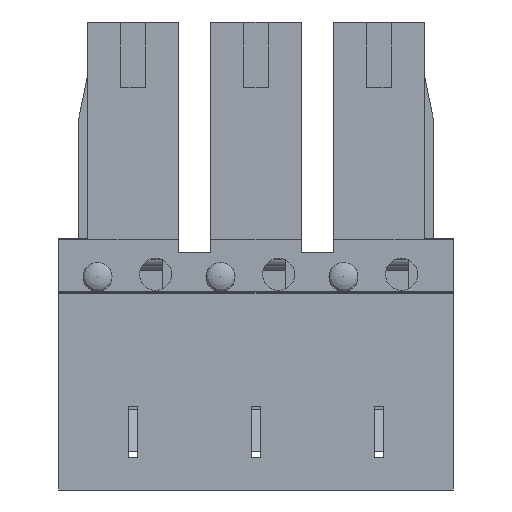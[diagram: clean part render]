
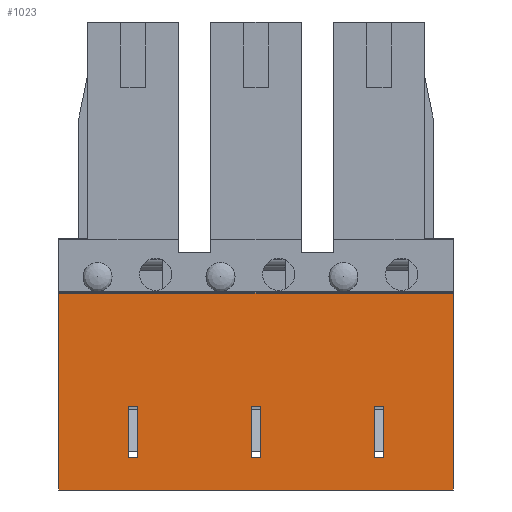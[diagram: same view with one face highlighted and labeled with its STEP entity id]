
A CAD part, front view. The second image highlights one B-rep face of the part: STEP entity #1023.
In plain terms, the highlighted planar face has unit normal (0, -1, 0).
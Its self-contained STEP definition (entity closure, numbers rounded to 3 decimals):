
#1023 = ADVANCED_FACE( '', ( #2066, #2067, #2068, #2069 ), #2070, .F. );
#2066 = FACE_BOUND( '', #3297, .T. );
#2067 = FACE_BOUND( '', #3298, .T. );
#2068 = FACE_BOUND( '', #3299, .T. );
#2069 = FACE_OUTER_BOUND( '', #3300, .T. );
#2070 = PLANE( '', #3301 );
#3297 = EDGE_LOOP( '', ( #6311, #6312, #6313, #6314 ) );
#3298 = EDGE_LOOP( '', ( #6315, #6316, #6317, #6318 ) );
#3299 = EDGE_LOOP( '', ( #6319, #6320, #6321, #6322 ) );
#3300 = EDGE_LOOP( '', ( #6323, #6324, #6325, #6326 ) );
#3301 = AXIS2_PLACEMENT_3D( '', #6327, #6328, #6329 );
#6311 = ORIENTED_EDGE( '', *, *, #6820, .T. );
#6312 = ORIENTED_EDGE( '', *, *, #7531, .T. );
#6313 = ORIENTED_EDGE( '', *, *, #6695, .T. );
#6314 = ORIENTED_EDGE( '', *, *, #7692, .T. );
#6315 = ORIENTED_EDGE( '', *, *, #7441, .T. );
#6316 = ORIENTED_EDGE( '', *, *, #7076, .T. );
#6317 = ORIENTED_EDGE( '', *, *, #7144, .T. );
#6318 = ORIENTED_EDGE( '', *, *, #7526, .T. );
#6319 = ORIENTED_EDGE( '', *, *, #6899, .T. );
#6320 = ORIENTED_EDGE( '', *, *, #7864, .T. );
#6321 = ORIENTED_EDGE( '', *, *, #7047, .T. );
#6322 = ORIENTED_EDGE( '', *, *, #7171, .T. );
#6323 = ORIENTED_EDGE( '', *, *, #7237, .F. );
#6324 = ORIENTED_EDGE( '', *, *, #7524, .F. );
#6325 = ORIENTED_EDGE( '', *, *, #7686, .T. );
#6326 = ORIENTED_EDGE( '', *, *, #7413, .F. );
#6327 = CARTESIAN_POINT( '', ( 6.11, -3.3, 3.9 ) );
#6328 = DIRECTION( '', ( 0., 1., 0. ) );
#6329 = DIRECTION( '', ( 0., 0., 1. ) );
#6695 = EDGE_CURVE( '', #8004, #8018, #8020, .T. );
#6820 = EDGE_CURVE( '', #8246, #8244, #8247, .T. );
#6899 = EDGE_CURVE( '', #8392, #8390, #8393, .T. );
#7047 = EDGE_CURVE( '', #8629, #8643, #8645, .T. );
#7076 = EDGE_CURVE( '', #8689, #8687, #8690, .T. );
#7144 = EDGE_CURVE( '', #8687, #8796, #8798, .T. );
#7171 = EDGE_CURVE( '', #8643, #8392, #8843, .T. );
#7237 = EDGE_CURVE( '', #8944, #8946, #8947, .T. );
#7413 = EDGE_CURVE( '', #8946, #9203, #9204, .T. );
#7441 = EDGE_CURVE( '', #9245, #8689, #9246, .T. );
#7524 = EDGE_CURVE( '', #9356, #8944, #9358, .T. );
#7526 = EDGE_CURVE( '', #8796, #9245, #9360, .T. );
#7531 = EDGE_CURVE( '', #8244, #8004, #9365, .T. );
#7686 = EDGE_CURVE( '', #9356, #9203, #9564, .T. );
#7692 = EDGE_CURVE( '', #8018, #8246, #9571, .T. );
#7864 = EDGE_CURVE( '', #8390, #8629, #9747, .T. );
#8004 = VERTEX_POINT( '', #9931 );
#8018 = VERTEX_POINT( '', #9952 );
#8020 = LINE( '', #9955, #9956 );
#8244 = VERTEX_POINT( '', #10273 );
#8246 = VERTEX_POINT( '', #10276 );
#8247 = LINE( '', #10277, #10278 );
#8390 = VERTEX_POINT( '', #10490 );
#8392 = VERTEX_POINT( '', #10493 );
#8393 = LINE( '', #10494, #10495 );
#8629 = VERTEX_POINT( '', #10819 );
#8643 = VERTEX_POINT( '', #10840 );
#8645 = LINE( '', #10843, #10844 );
#8687 = VERTEX_POINT( '', #10906 );
#8689 = VERTEX_POINT( '', #10909 );
#8690 = LINE( '', #10910, #10911 );
#8796 = VERTEX_POINT( '', #11065 );
#8798 = LINE( '', #11068, #11069 );
#8843 = LINE( '', #11131, #11132 );
#8944 = VERTEX_POINT( '', #11274 );
#8946 = VERTEX_POINT( '', #11277 );
#8947 = LINE( '', #11278, #11279 );
#9203 = VERTEX_POINT( '', #11665 );
#9204 = LINE( '', #11666, #11667 );
#9245 = VERTEX_POINT( '', #11732 );
#9246 = LINE( '', #11733, #11734 );
#9356 = VERTEX_POINT( '', #11896 );
#9358 = LINE( '', #11899, #11900 );
#9360 = LINE( '', #11902, #11903 );
#9365 = LINE( '', #11910, #11911 );
#9564 = LINE( '', #12221, #12222 );
#9571 = LINE( '', #12230, #12231 );
#9747 = LINE( '', #12489, #12490 );
#9931 = CARTESIAN_POINT( '', ( 3.66, -3.3, -2.9 ) );
#9952 = CARTESIAN_POINT( '', ( 3.66, -3.3, -1.3 ) );
#9955 = CARTESIAN_POINT( '', ( 3.66, -3.3, -2.9 ) );
#9956 = VECTOR( '', #12599, 1000. );
#10273 = CARTESIAN_POINT( '', ( 3.96, -3.3, -2.9 ) );
#10276 = CARTESIAN_POINT( '', ( 3.96, -3.3, -1.3 ) );
#10277 = CARTESIAN_POINT( '', ( 3.96, -3.3, -1.3 ) );
#10278 = VECTOR( '', #12726, 1000. );
#10490 = CARTESIAN_POINT( '', ( -3.66, -3.3, -2.9 ) );
#10493 = CARTESIAN_POINT( '', ( -3.66, -3.3, -1.3 ) );
#10494 = CARTESIAN_POINT( '', ( -3.66, -3.3, -1.3 ) );
#10495 = VECTOR( '', #12797, 1000. );
#10819 = CARTESIAN_POINT( '', ( -3.96, -3.3, -2.9 ) );
#10840 = CARTESIAN_POINT( '', ( -3.96, -3.3, -1.3 ) );
#10843 = CARTESIAN_POINT( '', ( -3.96, -3.3, -2.9 ) );
#10844 = VECTOR( '', #12965, 1000. );
#10906 = CARTESIAN_POINT( '', ( -0.15, -3.3, -2.9 ) );
#10909 = CARTESIAN_POINT( '', ( 0.15, -3.3, -2.9 ) );
#10910 = CARTESIAN_POINT( '', ( 0.15, -3.3, -2.9 ) );
#10911 = VECTOR( '', #12987, 1000. );
#11065 = CARTESIAN_POINT( '', ( -0.15, -3.3, -1.3 ) );
#11068 = CARTESIAN_POINT( '', ( -0.15, -3.3, -2.9 ) );
#11069 = VECTOR( '', #13061, 1000. );
#11131 = CARTESIAN_POINT( '', ( -3.96, -3.3, -1.3 ) );
#11132 = VECTOR( '', #13091, 1000. );
#11274 = CARTESIAN_POINT( '', ( 6.11, -3.3, 2.2 ) );
#11277 = CARTESIAN_POINT( '', ( 6.11, -3.3, -3.9 ) );
#11278 = CARTESIAN_POINT( '', ( 6.11, -3.3, 3.9 ) );
#11279 = VECTOR( '', #13167, 1000. );
#11665 = CARTESIAN_POINT( '', ( -6.11, -3.3, -3.9 ) );
#11666 = CARTESIAN_POINT( '', ( 6.11, -3.3, -3.9 ) );
#11667 = VECTOR( '', #13312, 1000. );
#11732 = CARTESIAN_POINT( '', ( 0.15, -3.3, -1.3 ) );
#11733 = CARTESIAN_POINT( '', ( 0.15, -3.3, -1.3 ) );
#11734 = VECTOR( '', #13337, 1000. );
#11896 = CARTESIAN_POINT( '', ( -6.11, -3.3, 2.2 ) );
#11899 = CARTESIAN_POINT( '', ( -6.11, -3.3, 2.2 ) );
#11900 = VECTOR( '', #13418, 1000. );
#11902 = CARTESIAN_POINT( '', ( -0.15, -3.3, -1.3 ) );
#11903 = VECTOR( '', #13419, 1000. );
#11910 = CARTESIAN_POINT( '', ( 3.96, -3.3, -2.9 ) );
#11911 = VECTOR( '', #13422, 1000. );
#12221 = CARTESIAN_POINT( '', ( -6.11, -3.3, 3.9 ) );
#12222 = VECTOR( '', #13539, 1000. );
#12230 = CARTESIAN_POINT( '', ( 3.66, -3.3, -1.3 ) );
#12231 = VECTOR( '', #13544, 1000. );
#12489 = CARTESIAN_POINT( '', ( -3.66, -3.3, -2.9 ) );
#12490 = VECTOR( '', #13645, 1000. );
#12599 = DIRECTION( '', ( 0., 0., 1. ) );
#12726 = DIRECTION( '', ( 0., 0., -1. ) );
#12797 = DIRECTION( '', ( 0., 0., -1. ) );
#12965 = DIRECTION( '', ( 0., 0., 1. ) );
#12987 = DIRECTION( '', ( -1., 0., 0. ) );
#13061 = DIRECTION( '', ( 0., 0., 1. ) );
#13091 = DIRECTION( '', ( 1., 0., 0. ) );
#13167 = DIRECTION( '', ( 0., 0., -1. ) );
#13312 = DIRECTION( '', ( -1., 0., 0. ) );
#13337 = DIRECTION( '', ( 0., 0., -1. ) );
#13418 = DIRECTION( '', ( 1., 0., 0. ) );
#13419 = DIRECTION( '', ( 1., 0., 0. ) );
#13422 = DIRECTION( '', ( -1., 0., 0. ) );
#13539 = DIRECTION( '', ( 0., 0., -1. ) );
#13544 = DIRECTION( '', ( 1., 0., 0. ) );
#13645 = DIRECTION( '', ( -1., 0., 0. ) );
